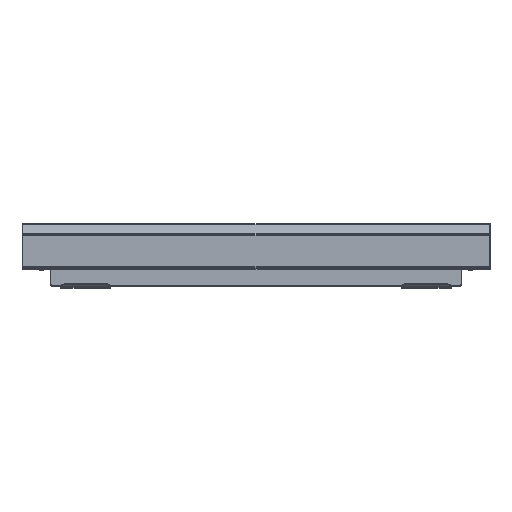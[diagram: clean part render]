
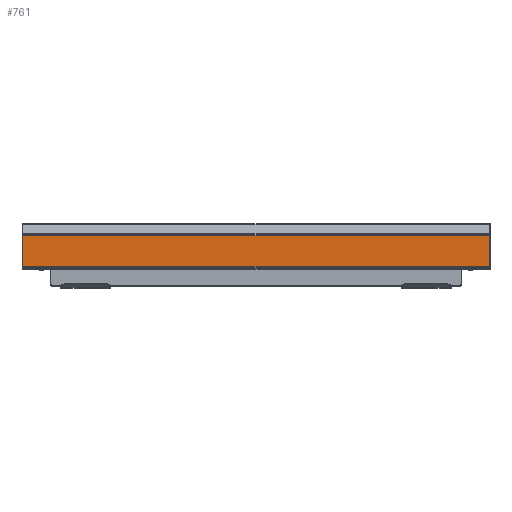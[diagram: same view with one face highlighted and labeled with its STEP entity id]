
A CAD part, top view. The second image highlights one B-rep face of the part: STEP entity #761.
In plain terms, the highlighted planar face has unit normal (0, 0, 1).
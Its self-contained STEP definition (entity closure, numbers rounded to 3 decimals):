
#175 = CARTESIAN_POINT ( 'NONE',  ( -377.5, -19.054, 443. ) ) ;
#758 = VECTOR ( 'NONE', #3916, 1000. ) ;
#761 = ADVANCED_FACE ( 'NONE', ( #4916 ), #9735, .T. ) ;
#1347 = ORIENTED_EDGE ( 'NONE', *, *, #1349, .F. ) ;
#1349 = EDGE_CURVE ( 'NONE', #1400, #6475, #6246, .T. ) ;
#1400 = VERTEX_POINT ( 'NONE', #13362 ) ;
#1549 = CARTESIAN_POINT ( 'NONE',  ( -377.5, -19.054, 443. ) ) ;
#1958 = VECTOR ( 'NONE', #13500, 1000. ) ;
#2076 = AXIS2_PLACEMENT_3D ( 'NONE', #175, #8721, #14635 ) ;
#2236 = EDGE_LOOP ( 'NONE', ( #11759, #1347, #13811, #3617 ) ) ;
#2993 = VERTEX_POINT ( 'NONE', #3238 ) ;
#3238 = CARTESIAN_POINT ( 'NONE',  ( -377.5, -19.054, 443. ) ) ;
#3617 = ORIENTED_EDGE ( 'NONE', *, *, #9307, .T. ) ;
#3629 = LINE ( 'NONE', #8461, #1958 ) ;
#3683 = EDGE_CURVE ( 'NONE', #2993, #1400, #5176, .T. ) ;
#3731 = CARTESIAN_POINT ( 'NONE',  ( -377.5, -69.906, 443. ) ) ;
#3916 = DIRECTION ( 'NONE',  ( 1., 0., 0. ) ) ;
#4916 = FACE_OUTER_BOUND ( 'NONE', #2236, .T. ) ;
#5176 = LINE ( 'NONE', #1549, #758 ) ;
#6246 = LINE ( 'NONE', #11063, #6890 ) ;
#6475 = VERTEX_POINT ( 'NONE', #9550 ) ;
#6748 = CARTESIAN_POINT ( 'NONE',  ( -377.5, -69.906, 443. ) ) ;
#6890 = VECTOR ( 'NONE', #8190, 1000. ) ;
#7863 = VECTOR ( 'NONE', #14565, 1000. ) ;
#7881 = VERTEX_POINT ( 'NONE', #6748 ) ;
#8190 = DIRECTION ( 'NONE',  ( 0., -1., 0. ) ) ;
#8461 = CARTESIAN_POINT ( 'NONE',  ( -377.5, -19.054, 443. ) ) ;
#8721 = DIRECTION ( 'NONE',  ( 0., 0., 1. ) ) ;
#9307 = EDGE_CURVE ( 'NONE', #2993, #7881, #3629, .T. ) ;
#9550 = CARTESIAN_POINT ( 'NONE',  ( 377.5, -69.906, 443. ) ) ;
#9735 = PLANE ( 'NONE',  #2076 ) ;
#11063 = CARTESIAN_POINT ( 'NONE',  ( 377.5, -19.054, 443. ) ) ;
#11759 = ORIENTED_EDGE ( 'NONE', *, *, #12156, .T. ) ;
#12156 = EDGE_CURVE ( 'NONE', #7881, #6475, #14330, .T. ) ;
#13362 = CARTESIAN_POINT ( 'NONE',  ( 377.5, -19.054, 443. ) ) ;
#13500 = DIRECTION ( 'NONE',  ( 0., -1., 0. ) ) ;
#13811 = ORIENTED_EDGE ( 'NONE', *, *, #3683, .F. ) ;
#14330 = LINE ( 'NONE', #3731, #7863 ) ;
#14565 = DIRECTION ( 'NONE',  ( 1., 0., 0. ) ) ;
#14635 = DIRECTION ( 'NONE',  ( 1., 0., 0. ) ) ;
